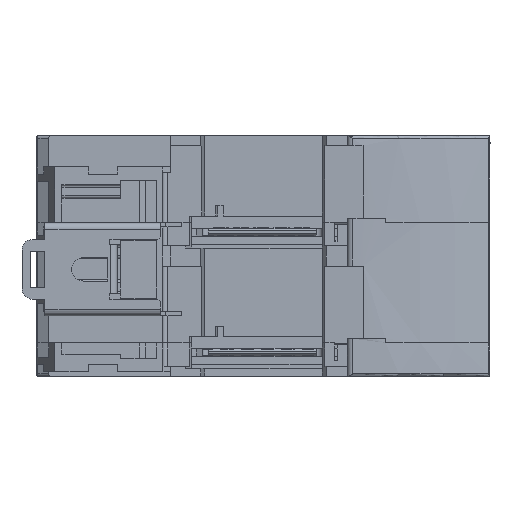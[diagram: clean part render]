
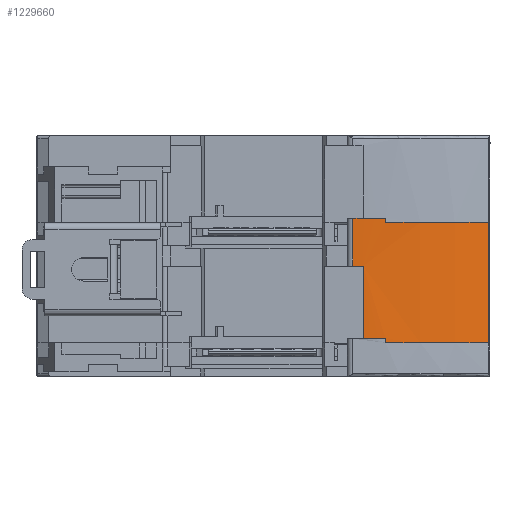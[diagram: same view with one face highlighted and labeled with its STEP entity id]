
A CAD part, front view. The second image highlights one B-rep face of the part: STEP entity #1229660.
In plain terms, the highlighted cylindrical face has radius 80 mm (diameter 160 mm), a partial arc.
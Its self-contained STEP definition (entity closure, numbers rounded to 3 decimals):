
#896000=CARTESIAN_POINT('',(-12.257,-13.646,
-23.985));
#896010=VERTEX_POINT('',#896000);
#896040=CARTESIAN_POINT('',(-12.257,65.8,
-14.585));
#896050=DIRECTION('',(1.,0.,0.));
#896060=DIRECTION('',(0.,0.,-1.));
#896070=AXIS2_PLACEMENT_3D('',#896040,#896050,#896060);
#896080=CIRCLE('',#896070,80.);
#896090=CARTESIAN_POINT('',(-12.257,-8.883,
-43.264));
#896100=VERTEX_POINT('',#896090);
#896110=EDGE_CURVE('',#896010,#896100,#896080,.T.);
#903370=CARTESIAN_POINT('',(10.343,-8.883,
-43.264));
#903380=VERTEX_POINT('',#903370);
#903410=CARTESIAN_POINT('',(10.343,65.8,
-14.585));
#903420=DIRECTION('',(1.,0.,0.));
#903430=DIRECTION('',(0.,0.,-1.));
#903440=AXIS2_PLACEMENT_3D('',#903410,#903420,#903430);
#903450=CIRCLE('',#903440,80.);
#903460=CARTESIAN_POINT('',(10.343,-13.646,
-23.985));
#903470=VERTEX_POINT('',#903460);
#903480=EDGE_CURVE('',#903470,#903380,#903450,.T.);
#906540=CARTESIAN_POINT('',(11.143,65.8,
-14.585));
#906550=DIRECTION('',(1.,0.,0.));
#906560=DIRECTION('',(0.,0.,-1.));
#906570=AXIS2_PLACEMENT_3D('',#906540,#906550,#906560);
#906580=CIRCLE('',#906570,80.);
#906590=CARTESIAN_POINT('',(11.143,-14.134,
-17.825));
#906600=VERTEX_POINT('',#906590);
#906610=CARTESIAN_POINT('',(11.143,-13.646,
-23.985));
#906620=VERTEX_POINT('',#906610);
#906630=EDGE_CURVE('',#906600,#906620,#906580,.T.);
#906960=CARTESIAN_POINT('',(-16.641,-13.646,
-23.985));
#906970=DIRECTION('',(1.,0.,0.));
#906980=VECTOR('',#906970,1.);
#906990=LINE('',#906960,#906980);
#907000=EDGE_CURVE('',#903470,#906620,#906990,.T.);
#907190=CARTESIAN_POINT('',(2.143,-14.134,
-17.825));
#907200=VERTEX_POINT('',#907190);
#907300=CARTESIAN_POINT('',(2.143,-14.134,
-17.825));
#907310=DIRECTION('',(1.,0.,0.));
#907320=VECTOR('',#907310,1.);
#907330=LINE('',#907300,#907320);
#907340=EDGE_CURVE('',#907200,#906600,#907330,.T.);
#907620=CARTESIAN_POINT('',(2.143,65.8,
-14.585));
#907630=DIRECTION('',(1.,0.,0.));
#907640=DIRECTION('',(0.,0.,-1.));
#907650=AXIS2_PLACEMENT_3D('',#907620,#907630,#907640);
#907660=CIRCLE('',#907650,80.);
#907670=CARTESIAN_POINT('',(2.143,-14.031,
-19.785));
#907680=VERTEX_POINT('',#907670);
#907690=EDGE_CURVE('',#907200,#907680,#907660,.T.);
#908760=CARTESIAN_POINT('',(-11.457,-14.031,
-19.785));
#908770=VERTEX_POINT('',#908760);
#908980=CARTESIAN_POINT('',(-16.641,-14.031,
-19.785));
#908990=DIRECTION('',(1.,0.,0.));
#909000=VECTOR('',#908990,1.);
#909010=LINE('',#908980,#909000);
#909020=EDGE_CURVE('',#908770,#907680,#909010,.T.);
#909990=CARTESIAN_POINT('',(-11.457,65.8,
-14.585));
#910000=DIRECTION('',(1.,0.,0.));
#910010=DIRECTION('',(0.,0.,-1.));
#910020=AXIS2_PLACEMENT_3D('',#909990,#910000,#910010);
#910030=CIRCLE('',#910020,80.);
#910040=CARTESIAN_POINT('',(-11.457,-13.646,
-23.985));
#910050=VERTEX_POINT('',#910040);
#910060=EDGE_CURVE('',#908770,#910050,#910030,.T.);
#910400=CARTESIAN_POINT('',(-16.641,-13.646,
-23.985));
#910410=DIRECTION('',(1.,0.,0.));
#910420=VECTOR('',#910410,1.);
#910430=LINE('',#910400,#910420);
#910440=EDGE_CURVE('',#896010,#910050,#910430,.T.);
#1229380=CARTESIAN_POINT('',(5.293,-8.883,
-43.264));
#1229390=DIRECTION('',(1.,0.,0.));
#1229400=VECTOR('',#1229390,1.);
#1229410=LINE('',#1229380,#1229400);
#1229420=EDGE_CURVE('',#896100,#903380,#1229410,.T.);
#1229490=CARTESIAN_POINT('',(-16.641,65.8,
-14.585));
#1229500=DIRECTION('',(1.,0.,0.));
#1229510=DIRECTION('',(0.,0.,-1.));
#1229520=AXIS2_PLACEMENT_3D('',#1229490,#1229500,#1229510);
#1229530=CYLINDRICAL_SURFACE('',#1229520,80.);
#1229540=ORIENTED_EDGE('',*,*,#896110,.T.);
#1229550=ORIENTED_EDGE('',*,*,#910440,.F.);
#1229560=ORIENTED_EDGE('',*,*,#910060,.T.);
#1229570=ORIENTED_EDGE('',*,*,#909020,.F.);
#1229580=ORIENTED_EDGE('',*,*,#907690,.T.);
#1229590=ORIENTED_EDGE('',*,*,#907340,.F.);
#1229600=ORIENTED_EDGE('',*,*,#906630,.F.);
#1229610=ORIENTED_EDGE('',*,*,#907000,.T.);
#1229620=ORIENTED_EDGE('',*,*,#903480,.F.);
#1229630=ORIENTED_EDGE('',*,*,#1229420,.T.);
#1229640=EDGE_LOOP('',(#1229630,#1229620,#1229610,#1229600,#1229590,
#1229580,#1229570,#1229560,#1229550,#1229540));
#1229650=FACE_OUTER_BOUND('',#1229640,.T.);
#1229660=ADVANCED_FACE('',(#1229650),#1229530,.T.);
